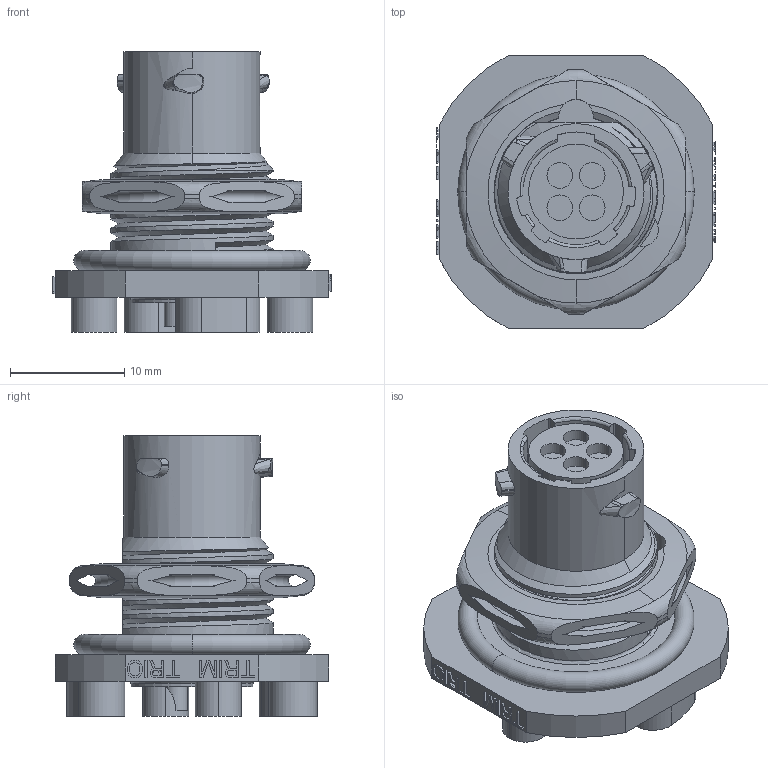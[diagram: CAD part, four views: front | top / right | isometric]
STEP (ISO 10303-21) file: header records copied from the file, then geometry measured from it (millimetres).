
FILE_DESCRIPTION((''),'2;1');
FILE_NAME('UTS78E4S','2011-04-04T',('vsorin'),('SOURIAU'),'PRO/ENGINEER BY PARAMETRIC TECHNOLOGY CORPORATION, 2010140','PRO/ENGINEER BY PARAMETRIC TECHNOLOGY CORPORATION, 2010140','');
FILE_SCHEMA(('CONFIG_CONTROL_DESIGN'));
Length unit declared in the file: millimetre
Products named in the file (1): UTS78E4S
Bounding box: 24.4 x 24 x 24.58 mm (x, y, z)
Surface area: 4229.4 mm2 (no closed solid volume)
Topology: 0 solids, 8 shells, 392 faces, 1598 edges, 1167 vertices
Faces by surface type: plane 207, cylinder 92, bspline 36, cone 26, torus 24, extrusion 7
Entity records: 21384 total; most frequent: CARTESIAN_POINT 8749, ORIENTED_EDGE 2605, DIRECTION 2291, EDGE_CURVE 1598, VERTEX_POINT 1167, VECTOR 1061, LINE 1054, AXIS2_PLACEMENT_3D 615
